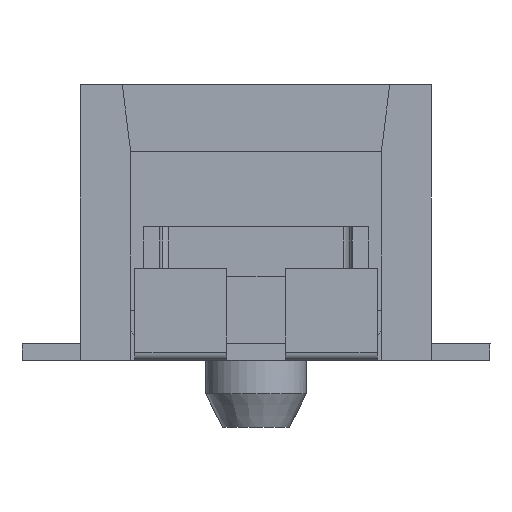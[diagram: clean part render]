
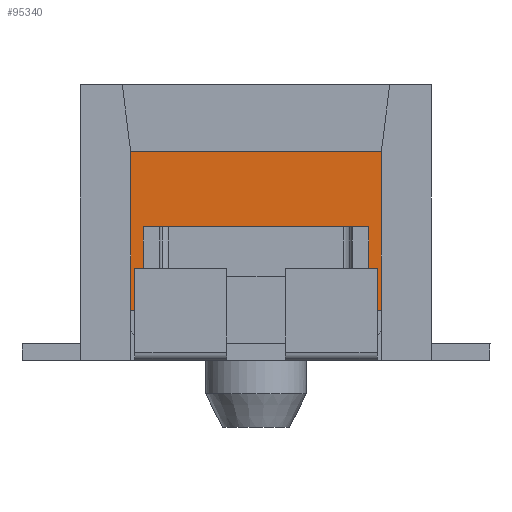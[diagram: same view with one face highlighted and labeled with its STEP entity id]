
A CAD part, front view. The second image highlights one B-rep face of the part: STEP entity #95340.
In plain terms, the highlighted planar face has unit normal (0, -1, 0).
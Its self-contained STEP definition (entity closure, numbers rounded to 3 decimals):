
#19150=CARTESIAN_POINT('',(4.694,551.418,
-0.1));
#19160=VERTEX_POINT('',#19150);
#19210=CARTESIAN_POINT('',(4.794,551.418,
-0.1));
#19220=DIRECTION('',(0.,-1.,0.));
#19230=DIRECTION('',(-0.707,0.,
-0.707));
#19240=AXIS2_PLACEMENT_3D('',#19210,#19220,#19230);
#19250=CIRCLE('',#19240,0.1);
#19260=CARTESIAN_POINT('',(4.723,551.418,
-0.171));
#19270=VERTEX_POINT('',#19260);
#19280=EDGE_CURVE('',#19160,#19270,#19250,.T.);
#23940=CARTESIAN_POINT('',(7.794,551.418,
-0.2));
#23950=VERTEX_POINT('',#23940);
#23980=CARTESIAN_POINT('',(7.794,551.418,
-0.1));
#23990=DIRECTION('',(0.,-1.,0.));
#24000=DIRECTION('',(0.707,0.,
-0.707));
#24010=AXIS2_PLACEMENT_3D('',#23980,#23990,#24000);
#24020=CIRCLE('',#24010,0.1);
#24030=CARTESIAN_POINT('',(7.865,551.418,
-0.171));
#24040=VERTEX_POINT('',#24030);
#24050=EDGE_CURVE('',#23950,#24040,#24020,.T.);
#79410=CARTESIAN_POINT('',(4.694,551.418,
1.3));
#79420=VERTEX_POINT('',#79410);
#79450=CARTESIAN_POINT('',(4.694,551.418,
-0.1));
#79460=DIRECTION('',(0.,0.,1.));
#79470=VECTOR('',#79460,1.);
#79480=LINE('',#79450,#79470);
#79490=EDGE_CURVE('',#19160,#79420,#79480,.T.);
#94160=CARTESIAN_POINT('',(6.294,551.418,
0.45));
#94170=DIRECTION('',(0.,1.,0.));
#94180=DIRECTION('',(-1.,0.,0.));
#94190=AXIS2_PLACEMENT_3D('',#94160,#94170,#94180);
#94200=PLANE('',#94190);
#94210=CARTESIAN_POINT('',(4.794,551.418,
-0.6));
#94220=DIRECTION('',(0.,0.,1.));
#94230=VECTOR('',#94220,1.);
#94240=LINE('',#94210,#94230);
#94250=CARTESIAN_POINT('',(4.794,551.418,
-0.6));
#94260=VERTEX_POINT('',#94250);
#94270=CARTESIAN_POINT('',(4.794,551.418,
-0.2));
#94280=VERTEX_POINT('',#94270);
#94290=EDGE_CURVE('',#94260,#94280,#94240,.T.);
#94300=ORIENTED_EDGE('',*,*,#94290,.F.);
#94310=EDGE_CURVE('',#19270,#94280,#19250,.T.);
#94320=ORIENTED_EDGE('',*,*,#94310,.T.);
#94330=ORIENTED_EDGE('',*,*,#19280,.T.);
#94340=ORIENTED_EDGE('',*,*,#79490,.F.);
#94350=CARTESIAN_POINT('',(0.,551.418,
1.3));
#94360=DIRECTION('',(-1.,0.,0.));
#94370=VECTOR('',#94360,1.);
#94380=LINE('',#94350,#94370);
#94390=CARTESIAN_POINT('',(7.894,551.418,
1.3));
#94400=VERTEX_POINT('',#94390);
#94410=EDGE_CURVE('',#94400,#79420,#94380,.T.);
#94420=ORIENTED_EDGE('',*,*,#94410,.T.);
#94430=CARTESIAN_POINT('',(7.894,551.418,
-0.1));
#94440=DIRECTION('',(0.,0.,1.));
#94450=VECTOR('',#94440,1.);
#94460=LINE('',#94430,#94450);
#94470=CARTESIAN_POINT('',(7.894,551.418,
-0.1));
#94480=VERTEX_POINT('',#94470);
#94490=EDGE_CURVE('',#94480,#94400,#94460,.T.);
#94500=ORIENTED_EDGE('',*,*,#94490,.T.);
#94510=EDGE_CURVE('',#24040,#94480,#24020,.T.);
#94520=ORIENTED_EDGE('',*,*,#94510,.T.);
#94530=ORIENTED_EDGE('',*,*,#24050,.T.);
#94540=CARTESIAN_POINT('',(7.794,551.418,
-0.2));
#94550=DIRECTION('',(0.,0.,-1.));
#94560=VECTOR('',#94550,1.);
#94570=LINE('',#94540,#94560);
#94580=CARTESIAN_POINT('',(7.794,551.418,
-0.6));
#94590=VERTEX_POINT('',#94580);
#94600=EDGE_CURVE('',#23950,#94590,#94570,.T.);
#94610=ORIENTED_EDGE('',*,*,#94600,.F.);
#94620=CARTESIAN_POINT('',(7.744,551.418,
-0.6));
#94630=DIRECTION('',(1.,0.,0.));
#94640=VECTOR('',#94630,1.);
#94650=LINE('',#94620,#94640);
#94660=CARTESIAN_POINT('',(7.744,551.418,
-0.6));
#94670=VERTEX_POINT('',#94660);
#94680=EDGE_CURVE('',#94670,#94590,#94650,.T.);
#94690=ORIENTED_EDGE('',*,*,#94680,.T.);
#94700=CARTESIAN_POINT('',(7.744,551.418,
-0.1));
#94710=DIRECTION('',(0.,0.,-1.));
#94720=VECTOR('',#94710,1.);
#94730=LINE('',#94700,#94720);
#94740=CARTESIAN_POINT('',(7.744,551.418,
-0.1));
#94750=VERTEX_POINT('',#94740);
#94760=EDGE_CURVE('',#94750,#94670,#94730,.T.);
#94770=ORIENTED_EDGE('',*,*,#94760,.T.);
#94780=CARTESIAN_POINT('',(7.544,551.418,
-0.1));
#94790=DIRECTION('',(1.,0.,0.));
#94800=VECTOR('',#94790,1.);
#94810=LINE('',#94780,#94800);
#94820=CARTESIAN_POINT('',(7.544,551.418,
-0.1));
#94830=VERTEX_POINT('',#94820);
#94840=EDGE_CURVE('',#94830,#94750,#94810,.T.);
#94850=ORIENTED_EDGE('',*,*,#94840,.T.);
#94860=CARTESIAN_POINT('',(7.544,551.418,
0.4));
#94870=DIRECTION('',(0.,0.,-1.));
#94880=VECTOR('',#94870,1.);
#94890=LINE('',#94860,#94880);
#94900=CARTESIAN_POINT('',(7.544,551.418,
0.4));
#94910=VERTEX_POINT('',#94900);
#94920=EDGE_CURVE('',#94910,#94830,#94890,.T.);
#94930=ORIENTED_EDGE('',*,*,#94920,.T.);
#94940=CARTESIAN_POINT('',(5.044,551.418,
0.4));
#94950=DIRECTION('',(1.,0.,0.));
#94960=VECTOR('',#94950,1.);
#94970=LINE('',#94940,#94960);
#94980=CARTESIAN_POINT('',(5.044,551.418,
0.4));
#94990=VERTEX_POINT('',#94980);
#95000=EDGE_CURVE('',#94990,#94910,#94970,.T.);
#95010=ORIENTED_EDGE('',*,*,#95000,.T.);
#95020=CARTESIAN_POINT('',(5.044,551.418,
0.4));
#95030=DIRECTION('',(0.,0.,-1.));
#95040=VECTOR('',#95030,1.);
#95050=LINE('',#95020,#95040);
#95060=CARTESIAN_POINT('',(5.044,551.418,
-0.1));
#95070=VERTEX_POINT('',#95060);
#95080=EDGE_CURVE('',#94990,#95070,#95050,.T.);
#95090=ORIENTED_EDGE('',*,*,#95080,.F.);
#95100=CARTESIAN_POINT('',(4.844,551.418,
-0.1));
#95110=DIRECTION('',(1.,0.,0.));
#95120=VECTOR('',#95110,1.);
#95130=LINE('',#95100,#95120);
#95140=CARTESIAN_POINT('',(4.844,551.418,
-0.1));
#95150=VERTEX_POINT('',#95140);
#95160=EDGE_CURVE('',#95150,#95070,#95130,.T.);
#95170=ORIENTED_EDGE('',*,*,#95160,.T.);
#95180=CARTESIAN_POINT('',(4.844,551.418,
-0.6));
#95190=DIRECTION('',(0.,0.,1.));
#95200=VECTOR('',#95190,1.);
#95210=LINE('',#95180,#95200);
#95220=CARTESIAN_POINT('',(4.844,551.418,
-0.6));
#95230=VERTEX_POINT('',#95220);
#95240=EDGE_CURVE('',#95230,#95150,#95210,.T.);
#95250=ORIENTED_EDGE('',*,*,#95240,.T.);
#95260=CARTESIAN_POINT('',(4.794,551.418,
-0.6));
#95270=DIRECTION('',(1.,0.,0.));
#95280=VECTOR('',#95270,1.);
#95290=LINE('',#95260,#95280);
#95300=EDGE_CURVE('',#94260,#95230,#95290,.T.);
#95310=ORIENTED_EDGE('',*,*,#95300,.T.);
#95320=EDGE_LOOP('',(#95310,#95250,#95170,#95090,#95010,#94930,#94850,
#94770,#94690,#94610,#94530,#94520,#94500,#94420,#94340,#94330,#94320,
#94300));
#95330=FACE_OUTER_BOUND('',#95320,.T.);
#95340=ADVANCED_FACE('',(#95330),#94200,.F.);
